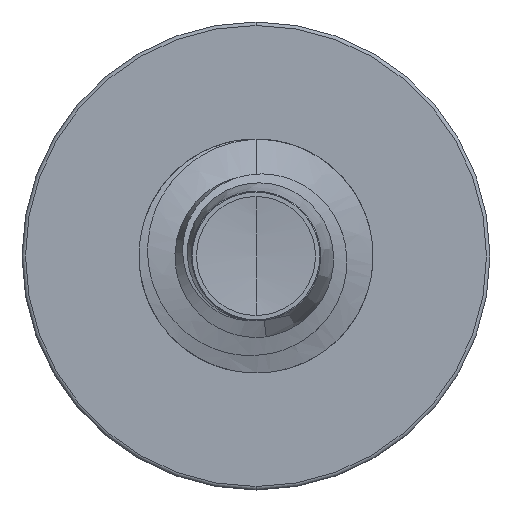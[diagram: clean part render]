
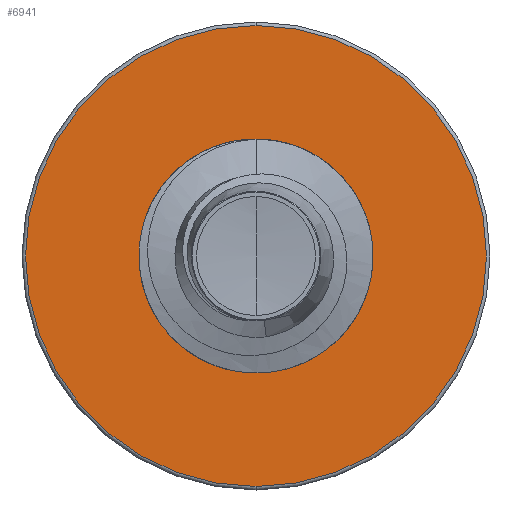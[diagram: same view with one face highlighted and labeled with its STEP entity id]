
A CAD part, front view. The second image highlights one B-rep face of the part: STEP entity #6941.
In plain terms, the highlighted planar face has unit normal (0, -1, 0).
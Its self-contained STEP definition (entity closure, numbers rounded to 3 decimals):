
#307 = VERTEX_POINT ( 'NONE', #8050 ) ;
#405 = FACE_OUTER_BOUND ( 'NONE', #8227, .T. ) ;
#586 = CIRCLE ( 'NONE', #5697, 0.693 ) ;
#742 = CARTESIAN_POINT ( 'NONE',  ( 0., 3., 1.379 ) ) ;
#1230 = FACE_BOUND ( 'NONE', #6939, .T. ) ;
#1281 = ORIENTED_EDGE ( 'NONE', *, *, #6902, .T. ) ;
#1417 = DIRECTION ( 'NONE',  ( 0., 0., 1. ) ) ;
#1425 = DIRECTION ( 'NONE',  ( 0., 1., 0. ) ) ;
#1429 = CARTESIAN_POINT ( 'NONE',  ( 0., 3., 0. ) ) ;
#1725 = CARTESIAN_POINT ( 'NONE',  ( 0., 3., -1.379 ) ) ;
#1738 = CIRCLE ( 'NONE', #5343, 1.379 ) ;
#3388 = VERTEX_POINT ( 'NONE', #1725 ) ;
#3425 = ORIENTED_EDGE ( 'NONE', *, *, #8538, .F. ) ;
#3689 = CIRCLE ( 'NONE', #4823, 1.379 ) ;
#3933 = DIRECTION ( 'NONE',  ( 0., 0., 1. ) ) ;
#3939 = DIRECTION ( 'NONE',  ( 0., 1., 0. ) ) ;
#3949 = CARTESIAN_POINT ( 'NONE',  ( 0., 3., 0. ) ) ;
#4058 = DIRECTION ( 'NONE',  ( 0., 0., 1. ) ) ;
#4063 = DIRECTION ( 'NONE',  ( 0., 1., 0. ) ) ;
#4087 = DIRECTION ( 'NONE',  ( 0., 0., 1. ) ) ;
#4094 = DIRECTION ( 'NONE',  ( 0., 1., 0. ) ) ;
#4098 = CARTESIAN_POINT ( 'NONE',  ( 0., 3., 0. ) ) ;
#4106 = PLANE ( 'NONE',  #5482 ) ;
#4118 = CARTESIAN_POINT ( 'NONE',  ( 0., 3., -0.693 ) ) ;
#4191 = CARTESIAN_POINT ( 'NONE',  ( 0., 3., -0.693 ) ) ;
#4823 = AXIS2_PLACEMENT_3D ( 'NONE', #8588, #8584, #8579 ) ;
#5343 = AXIS2_PLACEMENT_3D ( 'NONE', #1429, #1425, #1417 ) ;
#5482 = AXIS2_PLACEMENT_3D ( 'NONE', #4118, #4063, #4058 ) ;
#5504 = AXIS2_PLACEMENT_3D ( 'NONE', #3949, #3939, #3933 ) ;
#5697 = AXIS2_PLACEMENT_3D ( 'NONE', #4098, #4094, #4087 ) ;
#6902 = EDGE_CURVE ( 'NONE', #307, #8208, #586, .T. ) ;
#6939 = EDGE_LOOP ( 'NONE', ( #1281, #7310 ) ) ;
#6941 = ADVANCED_FACE ( 'NONE', ( #405, #1230 ), #4106, .F. ) ;
#6964 = EDGE_CURVE ( 'NONE', #8208, #307, #8979, .T. ) ;
#7220 = EDGE_CURVE ( 'NONE', #7485, #3388, #1738, .T. ) ;
#7310 = ORIENTED_EDGE ( 'NONE', *, *, #6964, .T. ) ;
#7485 = VERTEX_POINT ( 'NONE', #742 ) ;
#8050 = CARTESIAN_POINT ( 'NONE',  ( 0., 3., 0.693 ) ) ;
#8208 = VERTEX_POINT ( 'NONE', #4191 ) ;
#8227 = EDGE_LOOP ( 'NONE', ( #9190, #3425 ) ) ;
#8538 = EDGE_CURVE ( 'NONE', #3388, #7485, #3689, .T. ) ;
#8579 = DIRECTION ( 'NONE',  ( 0., 0., 1. ) ) ;
#8584 = DIRECTION ( 'NONE',  ( 0., 1., 0. ) ) ;
#8588 = CARTESIAN_POINT ( 'NONE',  ( 0., 3., 0. ) ) ;
#8979 = CIRCLE ( 'NONE', #5504, 0.693 ) ;
#9190 = ORIENTED_EDGE ( 'NONE', *, *, #7220, .F. ) ;
